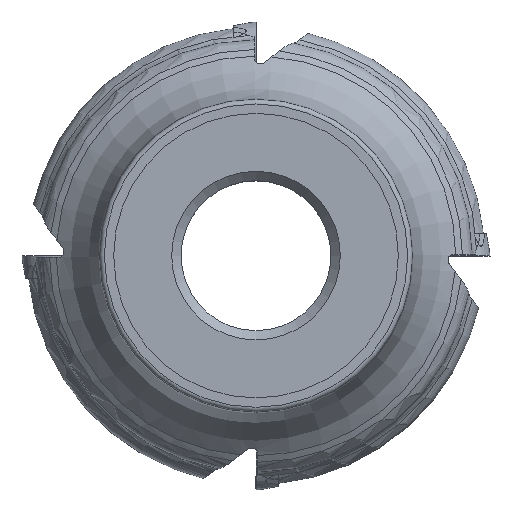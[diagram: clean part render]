
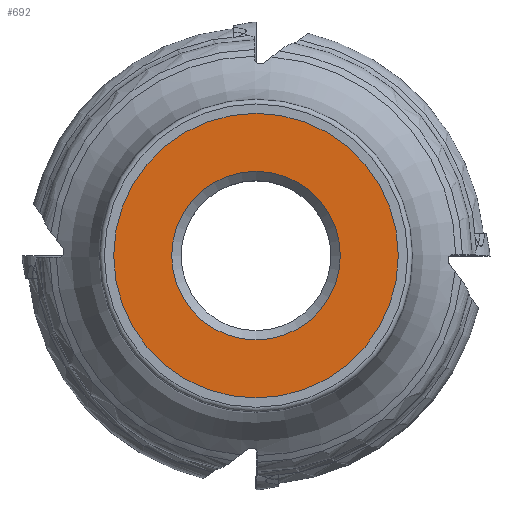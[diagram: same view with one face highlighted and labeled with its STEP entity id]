
A CAD part, top view. The second image highlights one B-rep face of the part: STEP entity #692.
In plain terms, the highlighted planar face has unit normal (0, 0, 1).
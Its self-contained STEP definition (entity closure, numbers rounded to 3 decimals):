
#692=ADVANCED_FACE('',(#1063,#1064),#922,.T.);
#922=PLANE('',#4933);
#1063=FACE_BOUND('',#1223,.T.);
#1064=FACE_BOUND('',#1224,.T.);
#1223=EDGE_LOOP('',(#2296));
#1224=EDGE_LOOP('',(#2297));
#1527=CIRCLE('',#4895,18.006);
#1544=CIRCLE('',#4931,30.4);
#2296=ORIENTED_EDGE('',*,*,#3952,.T.);
#2297=ORIENTED_EDGE('',*,*,#3980,.F.);
#3470=VERTEX_POINT('',#7448);
#3491=VERTEX_POINT('',#7585);
#3952=EDGE_CURVE('',#3470,#3470,#1527,.T.);
#3980=EDGE_CURVE('',#3491,#3491,#1544,.T.);
#4895=AXIS2_PLACEMENT_3D('',#7447,#5547,#5548);
#4931=AXIS2_PLACEMENT_3D('',#7584,#5619,#5620);
#4933=AXIS2_PLACEMENT_3D('',#7587,#5623,#5624);
#5547=DIRECTION('',(0.,0.,-1.));
#5548=DIRECTION('',(0.,-1.,0.));
#5619=DIRECTION('',(0.,0.,-1.));
#5620=DIRECTION('',(0.,-1.,0.));
#5623=DIRECTION('',(0.,0.,1.));
#5624=DIRECTION('',(0.,-1.,0.));
#7447=CARTESIAN_POINT('',(0.,0.,0.));
#7448=CARTESIAN_POINT('',(0.,-18.006,0.));
#7584=CARTESIAN_POINT('',(0.,0.,0.));
#7585=CARTESIAN_POINT('',(0.,-30.4,0.));
#7587=CARTESIAN_POINT('',(30.4,0.,0.));
